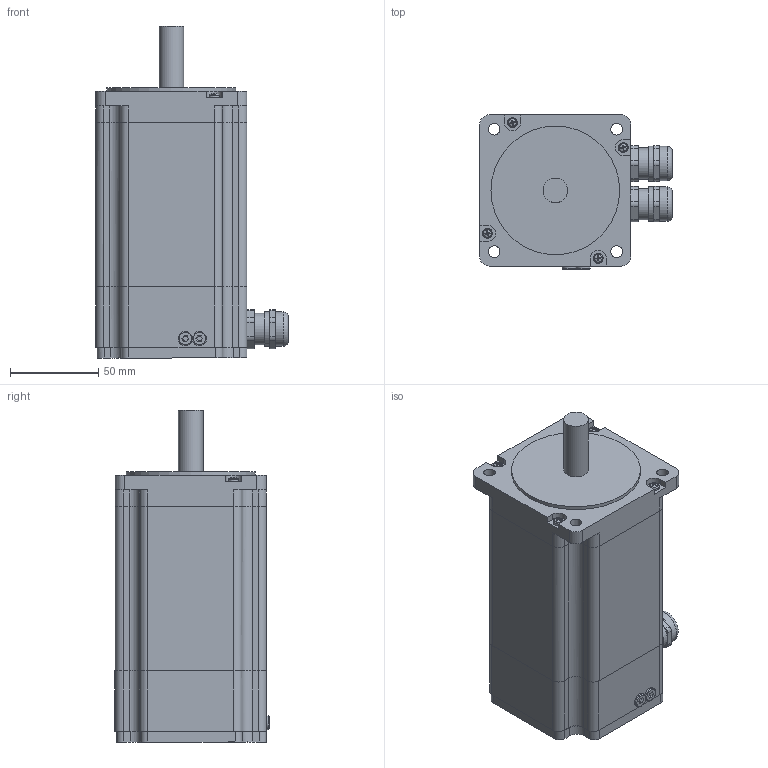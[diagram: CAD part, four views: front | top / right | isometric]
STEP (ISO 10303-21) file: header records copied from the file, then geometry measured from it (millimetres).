
FILE_DESCRIPTION((''),'2;1');
FILE_NAME('PD6-N8918L9504.stp','2010-10-29T14:53:33',('wei_j'),(''),'Autodesk Inventor 2010','Autodesk Inventor 2010','');
FILE_SCHEMA(('AUTOMOTIVE_DESIGN { 1 0 10303 214 1 1 1 1 }'));
Length unit declared in the file: millimetre
Products named in the file (1): PD6-N8918L9504
Bounding box: 109.4 x 87.4 x 188.4 mm (x, y, z)
Volume: 408.1 mm3; surface area: 105749.1 mm2
Topology: 6 solids, 7 shells, 802 faces, 2146 edges, 1391 vertices
Faces by surface type: plane 370, cylinder 272, cone 104, torus 40, bspline 12, sphere 4
Full cylindrical faces by diameter (mm): 2 x2, 2.459 x6, 2.5 x4, 2.693 x4, 2.729 x4, 3 x8, 3.2 x4, 3.242 x4, 5.4 x4, 5.5 x4, 6 x2, 8 x2, 9 x1, 14 x1, 17.8 x2, 19.5 x2, 19.8 x2, 25 x1, 32 x1, 51.86 x1, 73.025 x1, 79.5 x1
Entity records: 25559 total; most frequent: CARTESIAN_POINT 5564, DIRECTION 4168, ORIENTED_EDGE 3954, EDGE_CURVE 1977, AXIS2_PLACEMENT_3D 1584, VERTEX_POINT 1342, VECTOR 1000, LINE 1000
